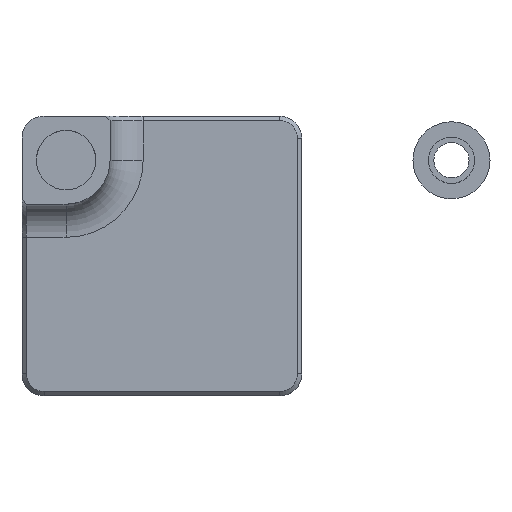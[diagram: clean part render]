
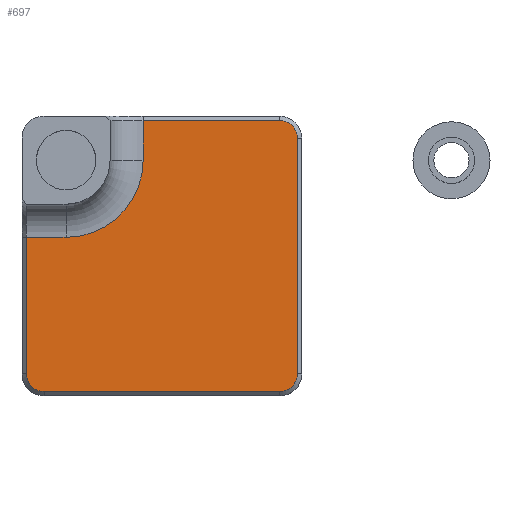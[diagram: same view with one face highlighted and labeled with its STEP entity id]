
A CAD part, top view. The second image highlights one B-rep face of the part: STEP entity #697.
In plain terms, the highlighted planar face has unit normal (0, 0, 1).
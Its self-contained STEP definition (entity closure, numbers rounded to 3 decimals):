
#36=CIRCLE('',#731,1.6);
#38=CIRCLE('',#735,1.6);
#40=CIRCLE('',#739,1.6);
#53=CIRCLE('',#774,7.);
#109=FACE_OUTER_BOUND('',#154,.T.);
#154=EDGE_LOOP('',(#591,#592,#593,#594,#595,#596,#597,#598,#599,#600));
#176=LINE('',#1043,#239);
#180=LINE('',#1055,#243);
#184=LINE('',#1067,#247);
#188=LINE('',#1079,#251);
#224=LINE('',#1172,#287);
#225=LINE('',#1179,#288);
#239=VECTOR('',#820,10.);
#243=VECTOR('',#832,10.);
#247=VECTOR('',#844,10.);
#251=VECTOR('',#856,10.);
#287=VECTOR('',#954,10.);
#288=VECTOR('',#965,10.);
#301=VERTEX_POINT('',#1035);
#303=VERTEX_POINT('',#1041);
#305=VERTEX_POINT('',#1048);
#307=VERTEX_POINT('',#1053);
#309=VERTEX_POINT('',#1060);
#311=VERTEX_POINT('',#1065);
#313=VERTEX_POINT('',#1072);
#315=VERTEX_POINT('',#1077);
#341=VERTEX_POINT('',#1170);
#342=VERTEX_POINT('',#1174);
#361=EDGE_CURVE('',#303,#301,#176,.T.);
#365=EDGE_CURVE('',#305,#303,#36,.T.);
#367=EDGE_CURVE('',#307,#305,#180,.T.);
#371=EDGE_CURVE('',#309,#307,#38,.T.);
#373=EDGE_CURVE('',#311,#309,#184,.T.);
#377=EDGE_CURVE('',#313,#311,#40,.T.);
#379=EDGE_CURVE('',#315,#313,#188,.T.);
#426=EDGE_CURVE('',#341,#315,#224,.T.);
#428=EDGE_CURVE('',#342,#341,#53,.T.);
#430=EDGE_CURVE('',#301,#342,#225,.T.);
#591=ORIENTED_EDGE('',*,*,#379,.F.);
#592=ORIENTED_EDGE('',*,*,#426,.F.);
#593=ORIENTED_EDGE('',*,*,#428,.F.);
#594=ORIENTED_EDGE('',*,*,#430,.F.);
#595=ORIENTED_EDGE('',*,*,#361,.F.);
#596=ORIENTED_EDGE('',*,*,#365,.F.);
#597=ORIENTED_EDGE('',*,*,#367,.F.);
#598=ORIENTED_EDGE('',*,*,#371,.F.);
#599=ORIENTED_EDGE('',*,*,#373,.F.);
#600=ORIENTED_EDGE('',*,*,#377,.F.);
#658=PLANE('',#780);
#697=ADVANCED_FACE('',(#109),#658,.T.);
#731=AXIS2_PLACEMENT_3D('',#1050,#827,#828);
#735=AXIS2_PLACEMENT_3D('',#1062,#839,#840);
#739=AXIS2_PLACEMENT_3D('',#1074,#851,#852);
#774=AXIS2_PLACEMENT_3D('',#1176,#959,#960);
#780=AXIS2_PLACEMENT_3D('',#1186,#974,#975);
#820=DIRECTION('',(0.,1.,0.));
#827=DIRECTION('center_axis',(0.,0.,-1.));
#828=DIRECTION('ref_axis',(-0.707,-0.707,0.));
#832=DIRECTION('',(-1.,0.,0.));
#839=DIRECTION('center_axis',(0.,0.,-1.));
#840=DIRECTION('ref_axis',(0.707,-0.707,0.));
#844=DIRECTION('',(0.,-1.,0.));
#851=DIRECTION('center_axis',(0.,0.,-1.));
#852=DIRECTION('ref_axis',(0.707,0.707,0.));
#856=DIRECTION('',(1.,0.,0.));
#954=DIRECTION('',(0.,1.,0.));
#959=DIRECTION('center_axis',(0.,0.,1.));
#960=DIRECTION('ref_axis',(0.707,-0.707,0.));
#965=DIRECTION('',(1.,0.,0.));
#974=DIRECTION('center_axis',(0.,0.,1.));
#975=DIRECTION('ref_axis',(1.,0.,0.));
#1035=CARTESIAN_POINT('',(-3.6,-7.,3.));
#1041=CARTESIAN_POINT('',(-3.6,-19.4,3.));
#1043=CARTESIAN_POINT('',(-3.6,-2.35,3.));
#1048=CARTESIAN_POINT('',(-2.,-21.,3.));
#1050=CARTESIAN_POINT('Origin',(-2.,-19.4,3.));
#1053=CARTESIAN_POINT('',(19.4,-21.,3.));
#1055=CARTESIAN_POINT('',(2.35,-21.,3.));
#1060=CARTESIAN_POINT('',(21.,-19.4,3.));
#1062=CARTESIAN_POINT('Origin',(19.4,-19.4,3.));
#1065=CARTESIAN_POINT('',(21.,2.,3.));
#1067=CARTESIAN_POINT('',(21.,-15.05,3.));
#1072=CARTESIAN_POINT('',(19.4,3.6,3.));
#1074=CARTESIAN_POINT('Origin',(19.4,2.,3.));
#1077=CARTESIAN_POINT('',(7.,3.6,3.));
#1079=CARTESIAN_POINT('',(15.05,3.6,3.));
#1170=CARTESIAN_POINT('',(7.,0.,3.));
#1172=CARTESIAN_POINT('',(7.,-4.35,3.));
#1174=CARTESIAN_POINT('',(0.,-7.,3.));
#1176=CARTESIAN_POINT('Origin',(0.,0.,3.));
#1179=CARTESIAN_POINT('',(2.35,-7.,3.));
#1186=CARTESIAN_POINT('Origin',(8.7,-8.7,3.));
